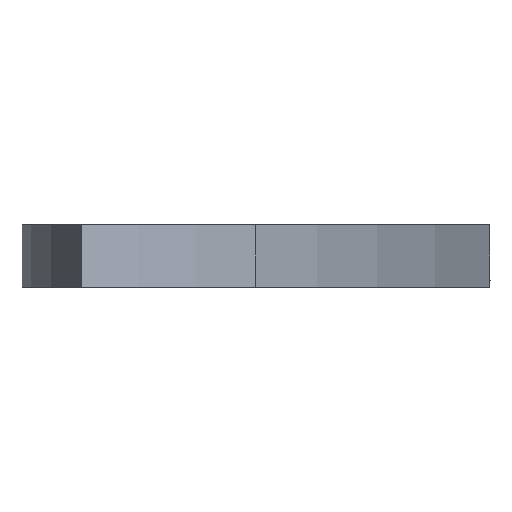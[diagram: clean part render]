
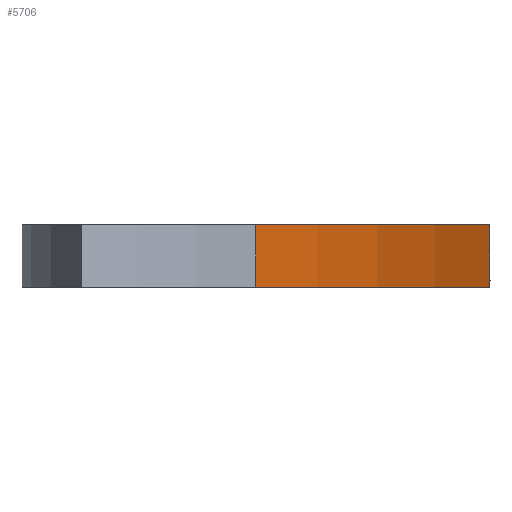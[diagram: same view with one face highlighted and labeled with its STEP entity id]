
A CAD part, left-side view. The second image highlights one B-rep face of the part: STEP entity #5706.
In plain terms, the highlighted cylindrical face has radius 300 mm (diameter 600 mm), a partial arc.
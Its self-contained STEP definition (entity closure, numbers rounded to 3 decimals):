
#58 = VERTEX_POINT ( 'NONE', #7623 ) ;
#68 = ORIENTED_EDGE ( 'NONE', *, *, #5106, .F. ) ;
#90 = CIRCLE ( 'NONE', #6096, 300. ) ;
#231 = CARTESIAN_POINT ( 'NONE',  ( -200., -100., 32. ) ) ;
#301 = LINE ( 'NONE', #7557, #3950 ) ;
#803 = AXIS2_PLACEMENT_3D ( 'NONE', #3649, #2994, #8330 ) ;
#1231 = CARTESIAN_POINT ( 'NONE',  ( -500., -100., 32. ) ) ;
#1273 = DIRECTION ( 'NONE',  ( 1., 0., 0. ) ) ;
#1432 = ORIENTED_EDGE ( 'NONE', *, *, #5099, .T. ) ;
#1660 = DIRECTION ( 'NONE',  ( 0., 0., 1. ) ) ;
#1885 = DIRECTION ( 'NONE',  ( 0., 0., 1. ) ) ;
#1912 = EDGE_CURVE ( 'NONE', #5160, #58, #4003, .T. ) ;
#2079 = CARTESIAN_POINT ( 'NONE',  ( -240.192, -250., 32. ) ) ;
#2952 = VERTEX_POINT ( 'NONE', #2079 ) ;
#2994 = DIRECTION ( 'NONE',  ( 0., 0., -1. ) ) ;
#3026 = VECTOR ( 'NONE', #1885, 1000. ) ;
#3576 = ORIENTED_EDGE ( 'NONE', *, *, #1912, .T. ) ;
#3649 = CARTESIAN_POINT ( 'NONE',  ( -500., -100., -8. ) ) ;
#3950 = VECTOR ( 'NONE', #1660, 1000. ) ;
#4003 = CIRCLE ( 'NONE', #803, 300. ) ;
#4030 = FACE_OUTER_BOUND ( 'NONE', #5457, .T. ) ;
#4496 = AXIS2_PLACEMENT_3D ( 'NONE', #7263, #8574, #6520 ) ;
#5099 = EDGE_CURVE ( 'NONE', #58, #2952, #7865, .T. ) ;
#5106 = EDGE_CURVE ( 'NONE', #5806, #2952, #90, .T. ) ;
#5160 = VERTEX_POINT ( 'NONE', #6928 ) ;
#5377 = CYLINDRICAL_SURFACE ( 'NONE', #4496, 300. ) ;
#5420 = EDGE_CURVE ( 'NONE', #5160, #5806, #301, .T. ) ;
#5457 = EDGE_LOOP ( 'NONE', ( #6385, #3576, #1432, #68 ) ) ;
#5706 = ADVANCED_FACE ( 'NONE', ( #4030 ), #5377, .F. ) ;
#5806 = VERTEX_POINT ( 'NONE', #231 ) ;
#5848 = CARTESIAN_POINT ( 'NONE',  ( -240.192, -250., -8. ) ) ;
#6096 = AXIS2_PLACEMENT_3D ( 'NONE', #1231, #7737, #1273 ) ;
#6385 = ORIENTED_EDGE ( 'NONE', *, *, #5420, .F. ) ;
#6520 = DIRECTION ( 'NONE',  ( 1., 0., 0. ) ) ;
#6928 = CARTESIAN_POINT ( 'NONE',  ( -200., -100., -8. ) ) ;
#7263 = CARTESIAN_POINT ( 'NONE',  ( -500., -100., -8. ) ) ;
#7557 = CARTESIAN_POINT ( 'NONE',  ( -200., -100., -8. ) ) ;
#7623 = CARTESIAN_POINT ( 'NONE',  ( -240.192, -250., -8. ) ) ;
#7737 = DIRECTION ( 'NONE',  ( 0., 0., -1. ) ) ;
#7865 = LINE ( 'NONE', #5848, #3026 ) ;
#8330 = DIRECTION ( 'NONE',  ( 1., 0., 0. ) ) ;
#8574 = DIRECTION ( 'NONE',  ( 0., 0., 1. ) ) ;
